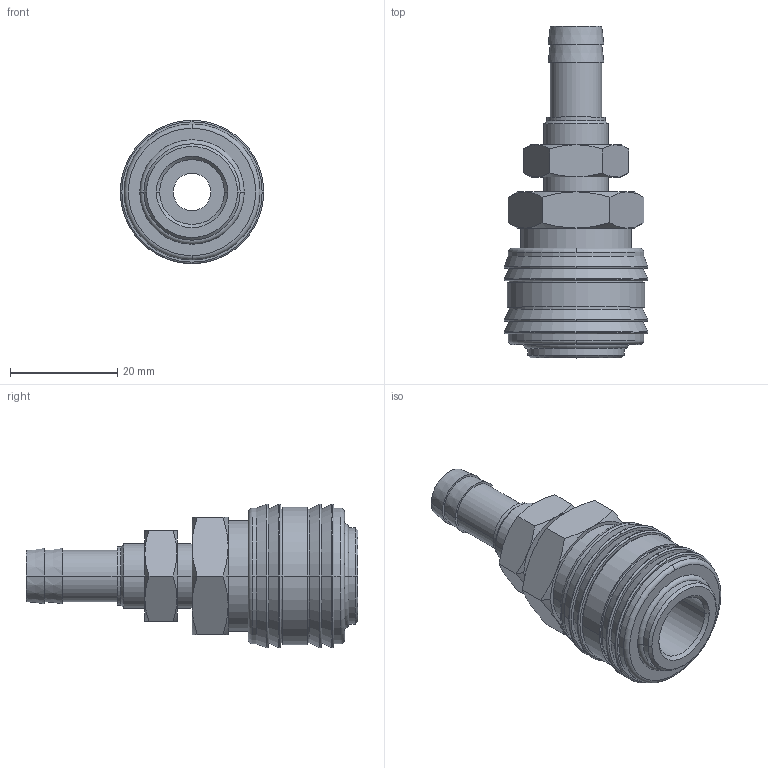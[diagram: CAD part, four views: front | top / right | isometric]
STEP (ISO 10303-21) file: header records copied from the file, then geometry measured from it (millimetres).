
FILE_DESCRIPTION(('STEP AP214'),'1');
FILE_NAME('esn_8_tsvab.stp','2020-03-05T08:44:17',('TraceParts'),('TraceParts S.A.'),'Spatial InterOp 3D',' ',' ');
FILE_SCHEMA(('automotive_design'));
Length unit declared in the file: millimetre
Products named in the file (2): 1; 2
Bounding box: 26.8 x 62 x 26.8 mm (x, y, z)
Volume: 13869.7 mm3; surface area: 7258.6 mm2
Topology: 2 solids, 2 shells, 132 faces, 291 edges, 177 vertices
Faces by surface type: cone 54, plane 30, cylinder 26, torus 22
Entity records: 4565 total; most frequent: CARTESIAN_POINT 794, DIRECTION 686, ORIENTED_EDGE 582, AXIS2_PLACEMENT_3D 309, EDGE_CURVE 291, VERTEX_POINT 177, CIRCLE 175, EDGE_LOOP 150
